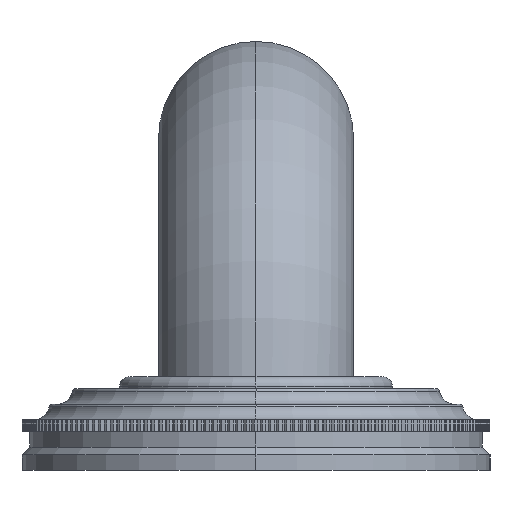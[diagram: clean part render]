
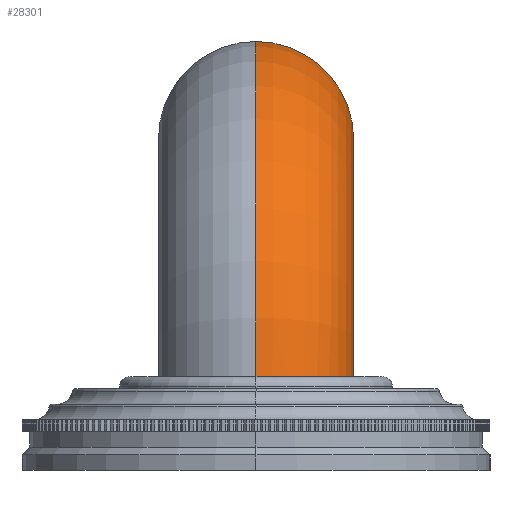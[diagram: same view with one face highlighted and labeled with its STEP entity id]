
A CAD part, left-side view. The second image highlights one B-rep face of the part: STEP entity #28301.
In plain terms, the highlighted toroidal (fillet/blend) face has major radius 41.275 mm and minor radius 15.875 mm.
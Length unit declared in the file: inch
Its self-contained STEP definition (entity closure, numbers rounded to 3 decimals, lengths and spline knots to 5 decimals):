
#7142=CARTESIAN_POINT('',(-7.375,0.,2.125));
#7143=DIRECTION('',(1.,0.,0.));
#7144=DIRECTION('',(0.,0.,1.));
#7145=AXIS2_PLACEMENT_3D('',#7142,#7143,#7144);
#7151=CARTESIAN_POINT('',(-7.375,0.,0.5));
#7152=DIRECTION('',(0.,1.,0.));
#7153=DIRECTION('',(-0.999,0.,0.044));
#7154=AXIS2_PLACEMENT_3D('',#7151,#7152,#7153);
#7156=CARTESIAN_POINT('',(-8.36999,0.,0.6));
#7188=CARTESIAN_POINT('',(-9.62278,0.,0.6));
#7190=CARTESIAN_POINT('',(-9.62278,0.,0.6));
#7191=CARTESIAN_POINT('',(-9.62278,-0.02186,0.6));
#7192=CARTESIAN_POINT('',(-9.6205,-0.06533,0.6));
#7193=CARTESIAN_POINT('',(-9.61023,-0.13014,0.6));
#7194=CARTESIAN_POINT('',(-9.59329,-0.19333,0.6));
#7195=CARTESIAN_POINT('',(-9.56976,-0.25461,0.6));
#7196=CARTESIAN_POINT('',(-9.54006,-0.31288,0.6));
#7197=CARTESIAN_POINT('',(-9.50427,-0.36796,0.6));
#7198=CARTESIAN_POINT('',(-9.4631,-0.41878,0.6));
#7199=CARTESIAN_POINT('',(-9.4166,-0.46525,0.6));
#7200=CARTESIAN_POINT('',(-9.36574,-0.50641,0.6));
#7201=CARTESIAN_POINT('',(-9.31057,-0.54221,0.6));
#7202=CARTESIAN_POINT('',(-9.2522,-0.57193,0.6));
#7203=CARTESIAN_POINT('',(-9.19079,-0.59548,0.6));
#7204=CARTESIAN_POINT('',(-9.12742,-0.61244,0.6));
#7205=CARTESIAN_POINT('',(-9.06246,-0.62272,0.6));
#7206=CARTESIAN_POINT('',(-8.99682,-0.62614,0.6));
#7207=CARTESIAN_POINT('',(-8.93119,-0.6227,0.6));
#7208=CARTESIAN_POINT('',(-8.86617,-0.6124,0.6));
#7209=CARTESIAN_POINT('',(-8.8027,-0.5954,0.6));
#7210=CARTESIAN_POINT('',(-8.74117,-0.57179,0.6));
#7211=CARTESIAN_POINT('',(-8.68266,-0.542,0.6));
#7212=CARTESIAN_POINT('',(-8.62736,-0.50611,0.6));
#7213=CARTESIAN_POINT('',(-8.57637,-0.46486,0.6));
#7214=CARTESIAN_POINT('',(-8.52977,-0.41831,0.6));
#7215=CARTESIAN_POINT('',(-8.48852,-0.36743,0.6));
#7216=CARTESIAN_POINT('',(-8.45268,-0.31231,0.6));
#7217=CARTESIAN_POINT('',(-8.42297,-0.25407,0.6));
#7218=CARTESIAN_POINT('',(-8.39944,-0.19287,0.6));
#7219=CARTESIAN_POINT('',(-8.38252,-0.12981,0.6));
#7220=CARTESIAN_POINT('',(-8.37226,-0.06515,0.6));
#7221=CARTESIAN_POINT('',(-8.36999,-0.0218,0.6));
#7222=CARTESIAN_POINT('',(-8.36999,0.,0.6));
#14276=CARTESIAN_POINT('',(-7.375,0.,0.5));
#14277=DIRECTION('',(0.,1.,0.));
#14278=DIRECTION('',(-0.995,0.,0.1));
#14279=AXIS2_PLACEMENT_3D('',#14276,#14277,#14278);
#18714=CARTESIAN_POINT('',(-7.375,0.,1.5));
#18715=CARTESIAN_POINT('',(-7.375,0.,2.75));
#18716=VERTEX_POINT('',#18714);
#18717=VERTEX_POINT('',#18715);
#18724=VERTEX_POINT('',#7156);
#18725=VERTEX_POINT('',#7188);
#28287=CARTESIAN_POINT('',(-7.375,0.,0.5));
#28288=DIRECTION('',(0.,1.,0.));
#28289=DIRECTION('',(1.,0.,0.));
#28290=AXIS2_PLACEMENT_3D('',#28287,#28288,#28289);
#28291=TOROIDAL_SURFACE('',#28290,1.625,0.625);
#28293=ORIENTED_EDGE('',*,*,#28292,.F.);
#28295=ORIENTED_EDGE('',*,*,#28294,.T.);
#28296=ORIENTED_EDGE('',*,*,#28277,.T.);
#28298=ORIENTED_EDGE('',*,*,#28297,.F.);
#28299=EDGE_LOOP('',(#28293,#28295,#28296,#28298));
#28300=FACE_OUTER_BOUND('',#28299,.F.);
#28301=ADVANCED_FACE('',(#28300),#28291,.T.);
#7146=CIRCLE('',#7145,0.625);
#7155=CIRCLE('',#7154,2.25);
#7223=B_SPLINE_CURVE_WITH_KNOTS('',3,(#7190,#7191,#7192,#7193,#7194,#7195,#7196,
#7197,#7198,#7199,#7200,#7201,#7202,#7203,#7204,#7205,#7206,#7207,#7208,#7209,
#7210,#7211,#7212,#7213,#7214,#7215,#7216,#7217,#7218,#7219,#7220,#7221,#7222),
.UNSPECIFIED.,.F.,.F.,(4,1,1,1,1,1,1,1,1,1,1,1,1,1,1,1,1,1,1,1,1,1,1,1,1,1,1,1,
1,1,4),(0.,0.03333,0.06667,0.1,0.13333,
0.16667,0.2,0.23333,0.26667,0.3,
0.33333,0.36667,0.4,0.43333,0.46667,
0.5,0.53333,0.56667,0.6,0.63333,
0.66667,0.7,0.73333,0.76667,0.8,
0.83333,0.86667,0.9,0.93333,0.96667,
1.),.UNSPECIFIED.);
#14280=CIRCLE('',#14279,1.);
#28277=EDGE_CURVE('',#18717,#18716,#7146,.T.);
#28292=EDGE_CURVE('',#18725,#18724,#7223,.T.);
#28294=EDGE_CURVE('',#18725,#18717,#7155,.T.);
#28297=EDGE_CURVE('',#18724,#18716,#14280,.T.);
